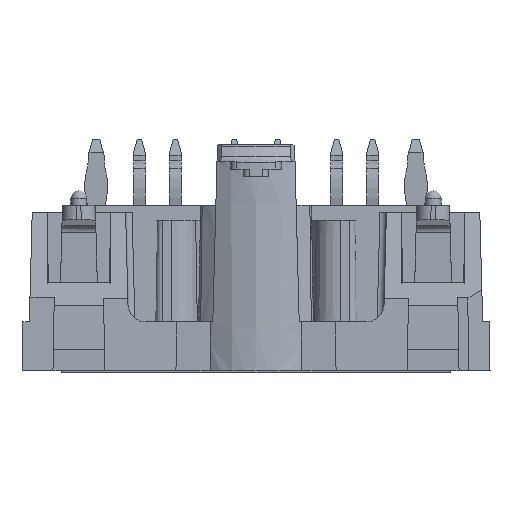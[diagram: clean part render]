
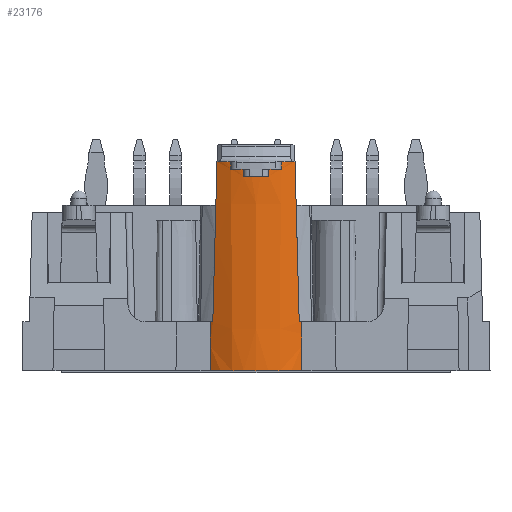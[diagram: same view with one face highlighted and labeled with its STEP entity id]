
A CAD part, left-side view. The second image highlights one B-rep face of the part: STEP entity #23176.
In plain terms, the highlighted conical face has half-angle 0.516 degrees and reference radius 5.5 mm.
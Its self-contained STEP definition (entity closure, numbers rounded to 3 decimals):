
#55=B_SPLINE_CURVE_WITH_KNOTS('',3,(#32462,#32463,#32464,#32465,#32466,
#32467,#32468),.UNSPECIFIED.,.F.,.F.,(4,3,4),(0.002,0.002,
0.002),.UNSPECIFIED.);
#56=B_SPLINE_CURVE_WITH_KNOTS('',3,(#32472,#32473,#32474,#32475,#32476,
#32477,#32478),.UNSPECIFIED.,.F.,.F.,(4,3,4),(0.002,0.002,
0.002),.UNSPECIFIED.);
#57=B_SPLINE_CURVE_WITH_KNOTS('',3,(#32482,#32483,#32484,#32485,#32486,
#32487,#32488),.UNSPECIFIED.,.F.,.F.,(4,3,4),(0.002,0.002,
0.003),.UNSPECIFIED.);
#58=B_SPLINE_CURVE_WITH_KNOTS('',3,(#32492,#32493,#32494,#32495,#32496,
#32497,#32498),.UNSPECIFIED.,.F.,.F.,(4,3,4),(0.002,0.002,
0.002),.UNSPECIFIED.);
#94=CONICAL_SURFACE('',#24363,5.5,0.009);
#107=CIRCLE('',#23869,5.469);
#219=CIRCLE('',#24255,5.5);
#222=CIRCLE('',#24260,5.5);
#239=CIRCLE('',#24283,5.6);
#242=CIRCLE('',#24365,5.595);
#243=CIRCLE('',#24366,5.591);
#244=CIRCLE('',#24367,5.595);
#245=CIRCLE('',#24368,5.6);
#964=ELLIPSE('',#24300,248.172,3.71);
#980=ELLIPSE('',#24364,283.039,6.957);
#981=ELLIPSE('',#24369,283.039,6.957);
#982=ELLIPSE('',#24370,248.172,3.71);
#2596=ORIENTED_EDGE('',*,*,#6157,.F.);
#2597=ORIENTED_EDGE('',*,*,#6875,.F.);
#2598=ORIENTED_EDGE('',*,*,#6815,.T.);
#2599=ORIENTED_EDGE('',*,*,#6983,.F.);
#2600=ORIENTED_EDGE('',*,*,#6852,.T.);
#2601=ORIENTED_EDGE('',*,*,#6984,.T.);
#2602=ORIENTED_EDGE('',*,*,#6985,.T.);
#2603=ORIENTED_EDGE('',*,*,#6986,.T.);
#2604=ORIENTED_EDGE('',*,*,#6987,.T.);
#2605=ORIENTED_EDGE('',*,*,#6988,.T.);
#2606=ORIENTED_EDGE('',*,*,#6989,.T.);
#2607=ORIENTED_EDGE('',*,*,#6990,.T.);
#2608=ORIENTED_EDGE('',*,*,#6991,.T.);
#2609=ORIENTED_EDGE('',*,*,#6992,.F.);
#2610=ORIENTED_EDGE('',*,*,#6820,.T.);
#2611=ORIENTED_EDGE('',*,*,#6993,.T.);
#6157=EDGE_CURVE('',#8681,#8682,#107,.F.);
#6815=EDGE_CURVE('',#9150,#9151,#219,.T.);
#6820=EDGE_CURVE('',#9152,#9156,#222,.T.);
#6852=EDGE_CURVE('',#9187,#9186,#239,.T.);
#6875=EDGE_CURVE('',#9150,#8681,#964,.T.);
#6983=EDGE_CURVE('',#9187,#9151,#980,.F.);
#6984=EDGE_CURVE('',#9186,#9258,#55,.T.);
#6985=EDGE_CURVE('',#9258,#9259,#242,.T.);
#6986=EDGE_CURVE('',#9259,#9260,#56,.T.);
#6987=EDGE_CURVE('',#9260,#9261,#243,.T.);
#6988=EDGE_CURVE('',#9261,#9262,#57,.T.);
#6989=EDGE_CURVE('',#9262,#9263,#244,.T.);
#6990=EDGE_CURVE('',#9263,#9264,#58,.T.);
#6991=EDGE_CURVE('',#9264,#9265,#245,.T.);
#6992=EDGE_CURVE('',#9152,#9265,#981,.F.);
#6993=EDGE_CURVE('',#9156,#8682,#982,.F.);
#8681=VERTEX_POINT('',#30525);
#8682=VERTEX_POINT('',#30527);
#9150=VERTEX_POINT('',#32090);
#9151=VERTEX_POINT('',#32093);
#9152=VERTEX_POINT('',#32097);
#9156=VERTEX_POINT('',#32104);
#9186=VERTEX_POINT('',#32169);
#9187=VERTEX_POINT('',#32171);
#9258=VERTEX_POINT('',#32469);
#9259=VERTEX_POINT('',#32471);
#9260=VERTEX_POINT('',#32479);
#9261=VERTEX_POINT('',#32481);
#9262=VERTEX_POINT('',#32489);
#9263=VERTEX_POINT('',#32491);
#9264=VERTEX_POINT('',#32499);
#9265=VERTEX_POINT('',#32501);
#14256=EDGE_LOOP('',(#2596,#2597,#2598,#2599,#2600,#2601,#2602,#2603,#2604,
#2605,#2606,#2607,#2608,#2609,#2610,#2611));
#15236=FACE_BOUND('',#14256,.T.);
#23176=ADVANCED_FACE('',(#15236),#94,.T.);
#23869=AXIS2_PLACEMENT_3D('',#30526,#25519,#25520);
#24255=AXIS2_PLACEMENT_3D('',#32094,#26726,#26727);
#24260=AXIS2_PLACEMENT_3D('',#32105,#26737,#26738);
#24283=AXIS2_PLACEMENT_3D('',#32170,#26795,#26796);
#24300=AXIS2_PLACEMENT_3D('',#32217,#26840,#26841);
#24363=AXIS2_PLACEMENT_3D('',#32460,#27056,#27057);
#24364=AXIS2_PLACEMENT_3D('',#32461,#27058,#27059);
#24365=AXIS2_PLACEMENT_3D('',#32470,#27060,#27061);
#24366=AXIS2_PLACEMENT_3D('',#32480,#27062,#27063);
#24367=AXIS2_PLACEMENT_3D('',#32490,#27064,#27065);
#24368=AXIS2_PLACEMENT_3D('',#32500,#27066,#27067);
#24369=AXIS2_PLACEMENT_3D('',#32502,#27068,#27069);
#24370=AXIS2_PLACEMENT_3D('',#32503,#27070,#27071);
#25519=DIRECTION('',(0.,0.,1.));
#25520=DIRECTION('',(1.,0.,0.));
#26726=DIRECTION('',(0.,0.,-1.));
#26727=DIRECTION('',(-1.,0.,0.));
#26737=DIRECTION('',(0.,0.,-1.));
#26738=DIRECTION('',(-1.,0.,0.));
#26795=DIRECTION('',(0.,0.,-1.));
#26796=DIRECTION('',(-1.,0.,0.));
#26840=DIRECTION('',(1.,0.,0.017));
#26841=DIRECTION('',(-0.017,0.,1.));
#27056=DIRECTION('',(0.,0.,1.));
#27057=DIRECTION('',(-1.,0.,0.));
#27058=DIRECTION('',(0.,1.,-0.026));
#27059=DIRECTION('',(0.,0.026,1.));
#27060=DIRECTION('',(0.,0.,-1.));
#27061=DIRECTION('',(-1.,0.,0.));
#27062=DIRECTION('',(0.,0.,-1.));
#27063=DIRECTION('',(-1.,0.,0.));
#27064=DIRECTION('',(0.,0.,-1.));
#27065=DIRECTION('',(-1.,0.,0.));
#27066=DIRECTION('',(0.,0.,-1.));
#27067=DIRECTION('',(-1.,0.,0.));
#27068=DIRECTION('',(0.,-1.,-0.026));
#27069=DIRECTION('',(0.,-0.026,1.));
#27070=DIRECTION('',(1.,0.,0.017));
#27071=DIRECTION('',(-0.017,0.,1.));
#30525=CARTESIAN_POINT('',(-31.941,-3.193,0.));
#30526=CARTESIAN_POINT('',(-27.5,0.,0.));
#30527=CARTESIAN_POINT('',(-31.941,3.193,0.));
#32090=CARTESIAN_POINT('',(-32.,-3.162,3.4));
#32093=CARTESIAN_POINT('',(-32.11,-3.,3.4));
#32094=CARTESIAN_POINT('',(-27.5,0.,3.4));
#32097=CARTESIAN_POINT('',(-32.11,3.,3.4));
#32104=CARTESIAN_POINT('',(-32.,3.162,3.4));
#32105=CARTESIAN_POINT('',(-27.5,0.,3.4));
#32169=CARTESIAN_POINT('',(-32.82,-1.75,14.5));
#32170=CARTESIAN_POINT('',(-27.5,0.,14.5));
#32171=CARTESIAN_POINT('',(-32.401,-2.709,14.5));
#32217=CARTESIAN_POINT('',(-29.735,0.,-126.336));
#32460=CARTESIAN_POINT('',(-27.5,0.,3.4));
#32461=CARTESIAN_POINT('',(-27.5,2.549,215.309));
#32462=CARTESIAN_POINT('',(-32.82,-1.75,14.5));
#32463=CARTESIAN_POINT('',(-32.818,-1.75,14.383));
#32464=CARTESIAN_POINT('',(-32.817,-1.75,14.266));
#32465=CARTESIAN_POINT('',(-32.816,-1.75,14.15));
#32466=CARTESIAN_POINT('',(-32.816,-1.75,14.1));
#32467=CARTESIAN_POINT('',(-32.815,-1.75,14.05));
#32468=CARTESIAN_POINT('',(-32.815,-1.75,14.));
#32469=CARTESIAN_POINT('',(-32.815,-1.75,14.));
#32470=CARTESIAN_POINT('',(-27.5,0.,14.));
#32471=CARTESIAN_POINT('',(-33.023,-0.9,14.));
#32472=CARTESIAN_POINT('',(-33.023,-0.9,14.));
#32473=CARTESIAN_POINT('',(-33.021,-0.9,13.875));
#32474=CARTESIAN_POINT('',(-33.02,-0.9,13.75));
#32475=CARTESIAN_POINT('',(-33.019,-0.9,13.625));
#32476=CARTESIAN_POINT('',(-33.019,-0.9,13.583));
#32477=CARTESIAN_POINT('',(-33.018,-0.9,13.542));
#32478=CARTESIAN_POINT('',(-33.018,-0.9,13.5));
#32479=CARTESIAN_POINT('',(-33.018,-0.9,13.5));
#32480=CARTESIAN_POINT('',(-27.5,0.,13.5));
#32481=CARTESIAN_POINT('',(-33.018,0.9,13.5));
#32482=CARTESIAN_POINT('',(-33.018,0.9,13.5));
#32483=CARTESIAN_POINT('',(-33.018,0.9,13.542));
#32484=CARTESIAN_POINT('',(-33.019,0.9,13.583));
#32485=CARTESIAN_POINT('',(-33.019,0.9,13.625));
#32486=CARTESIAN_POINT('',(-33.02,0.9,13.75));
#32487=CARTESIAN_POINT('',(-33.021,0.9,13.875));
#32488=CARTESIAN_POINT('',(-33.023,0.9,14.));
#32489=CARTESIAN_POINT('',(-33.023,0.9,14.));
#32490=CARTESIAN_POINT('',(-27.5,0.,14.));
#32491=CARTESIAN_POINT('',(-32.815,1.75,14.));
#32492=CARTESIAN_POINT('',(-32.815,1.75,14.));
#32493=CARTESIAN_POINT('',(-32.815,1.75,14.05));
#32494=CARTESIAN_POINT('',(-32.816,1.75,14.1));
#32495=CARTESIAN_POINT('',(-32.816,1.75,14.15));
#32496=CARTESIAN_POINT('',(-32.817,1.75,14.266));
#32497=CARTESIAN_POINT('',(-32.818,1.75,14.383));
#32498=CARTESIAN_POINT('',(-32.82,1.75,14.5));
#32499=CARTESIAN_POINT('',(-32.82,1.75,14.5));
#32500=CARTESIAN_POINT('',(-27.5,0.,14.5));
#32501=CARTESIAN_POINT('',(-32.401,2.709,14.5));
#32502=CARTESIAN_POINT('',(-27.5,-2.549,215.309));
#32503=CARTESIAN_POINT('',(-29.735,0.,-126.336));
